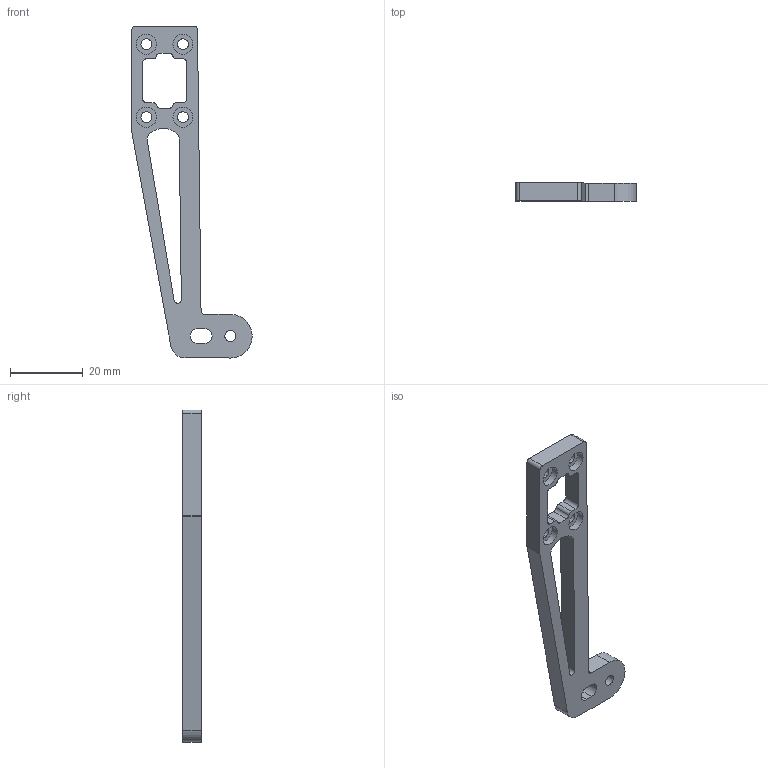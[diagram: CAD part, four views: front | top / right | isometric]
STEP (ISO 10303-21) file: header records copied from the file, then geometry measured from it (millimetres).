
FILE_DESCRIPTION(/* description */ (''),/* implementation_level */ '2;1');
FILE_NAME(/* name */ '效应器推杆 v13.step',/* time_stamp */ '2022-05-26T19:08:32+08:00',/* author */ (''),/* organization */ (''),/* preprocessor_version */ 'ST-DEVELOPER v19',/* originating_system */ 'Autodesk Translation Framework v11.7.0.108',/* authorisation */ '');
FILE_SCHEMA (('AUTOMOTIVE_DESIGN { 1 0 10303 214 3 1 1 }'));
Length unit declared in the file: millimetre
Products named in the file (1): 效应器推杆
Bounding box: 33 x 5 x 91.02 mm (x, y, z)
Volume: 4946.9 mm3; surface area: 4321.6 mm2
Topology: 1 solids, 1 shells, 59 faces, 159 edges, 106 vertices
Faces by surface type: cylinder 33, plane 26
Full cylindrical faces by diameter (mm): 3 x5, 5.5 x4
Entity records: 1944 total; most frequent: DIRECTION 345, CARTESIAN_POINT 325, ORIENTED_EDGE 318, EDGE_CURVE 159, AXIS2_PLACEMENT_3D 126, VERTEX_POINT 106, LINE 93, VECTOR 93
